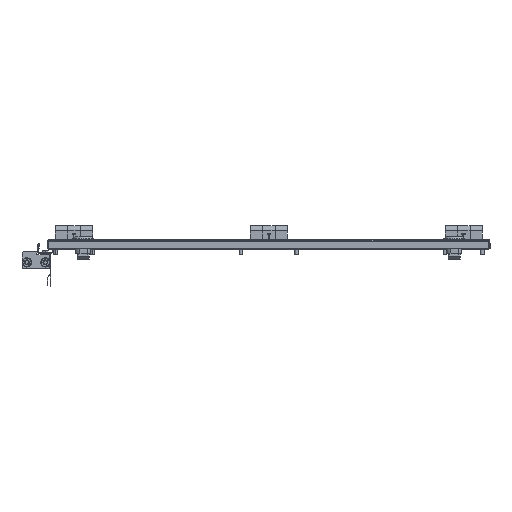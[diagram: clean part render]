
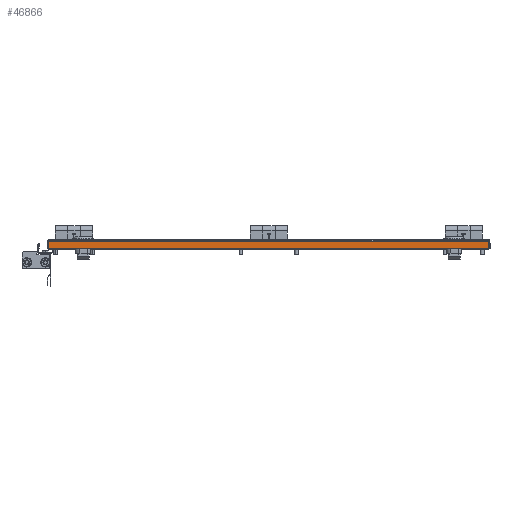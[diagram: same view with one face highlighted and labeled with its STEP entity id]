
A CAD part, left-side view. The second image highlights one B-rep face of the part: STEP entity #46866.
In plain terms, the highlighted planar face has unit normal (-1, 0, 0).
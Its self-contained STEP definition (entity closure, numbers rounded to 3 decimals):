
#4017 = EDGE_LOOP ( 'NONE', ( #6045, #42534, #19389, #30491 ) ) ;
#6045 = ORIENTED_EDGE ( 'NONE', *, *, #42933, .F. ) ;
#7673 = DIRECTION ( 'NONE',  ( 0., -1., 0. ) ) ;
#12767 = DIRECTION ( 'NONE',  ( 0., 0., -1. ) ) ;
#15860 = DIRECTION ( 'NONE',  ( 0., 0., -1. ) ) ;
#16565 = CARTESIAN_POINT ( 'NONE',  ( -489.25, -296.531, -1.4 ) ) ;
#18330 = VECTOR ( 'NONE', #7673, 1000. ) ;
#19389 = ORIENTED_EDGE ( 'NONE', *, *, #43490, .T. ) ;
#20381 = CARTESIAN_POINT ( 'NONE',  ( -489.25, -298.002, -2.4 ) ) ;
#23984 = LINE ( 'NONE', #20381, #27432 ) ;
#24624 = FACE_OUTER_BOUND ( 'NONE', #4017, .T. ) ;
#27432 = VECTOR ( 'NONE', #31168, 1000. ) ;
#28835 = LINE ( 'NONE', #16565, #31372 ) ;
#30491 = ORIENTED_EDGE ( 'NONE', *, *, #68970, .T. ) ;
#31168 = DIRECTION ( 'NONE',  ( 0., -1., 0. ) ) ;
#31372 = VECTOR ( 'NONE', #15860, 1000. ) ;
#33118 = CARTESIAN_POINT ( 'NONE',  ( -489.25, -296.531, -2.4 ) ) ;
#34777 = VECTOR ( 'NONE', #42773, 1000. ) ;
#37207 = CARTESIAN_POINT ( 'NONE',  ( -489.25, -296.531, -12. ) ) ;
#38211 = VERTEX_POINT ( 'NONE', #65268 ) ;
#39031 = VERTEX_POINT ( 'NONE', #57585 ) ;
#39937 = LINE ( 'NONE', #64519, #34777 ) ;
#42534 = ORIENTED_EDGE ( 'NONE', *, *, #63740, .F. ) ;
#42773 = DIRECTION ( 'NONE',  ( 0., 0., -1. ) ) ;
#42933 = EDGE_CURVE ( 'NONE', #51758, #59296, #28835, .T. ) ;
#43490 = EDGE_CURVE ( 'NONE', #38211, #39031, #39937, .T. ) ;
#43612 = PLANE ( 'NONE',  #67111 ) ;
#46126 = CARTESIAN_POINT ( 'NONE',  ( -489.25, -0.002, -12. ) ) ;
#46866 = ADVANCED_FACE ( 'NONE', ( #24624 ), #43612, .F. ) ;
#51758 = VERTEX_POINT ( 'NONE', #33118 ) ;
#55596 = DIRECTION ( 'NONE',  ( 1., 0., 0. ) ) ;
#57585 = CARTESIAN_POINT ( 'NONE',  ( -489.25, 296.528, -12. ) ) ;
#59296 = VERTEX_POINT ( 'NONE', #37207 ) ;
#60089 = CARTESIAN_POINT ( 'NONE',  ( -489.25, -0.002, 0. ) ) ;
#63740 = EDGE_CURVE ( 'NONE', #38211, #51758, #23984, .T. ) ;
#64519 = CARTESIAN_POINT ( 'NONE',  ( -489.25, 296.528, 0. ) ) ;
#65268 = CARTESIAN_POINT ( 'NONE',  ( -489.25, 296.528, -2.4 ) ) ;
#67111 = AXIS2_PLACEMENT_3D ( 'NONE', #60089, #55596, #12767 ) ;
#67975 = LINE ( 'NONE', #46126, #18330 ) ;
#68970 = EDGE_CURVE ( 'NONE', #39031, #59296, #67975, .T. ) ;
